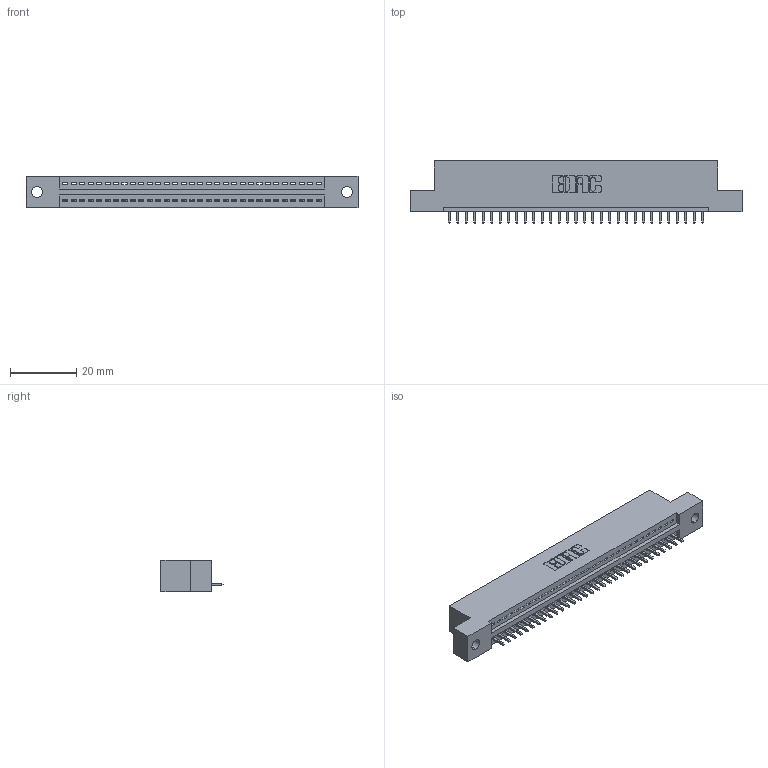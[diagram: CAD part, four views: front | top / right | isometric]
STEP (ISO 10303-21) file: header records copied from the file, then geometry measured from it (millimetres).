
FILE_DESCRIPTION (( 'STEP AP203' ), '1' );
FILE_NAME ('345-031-521-102.STEP', '2018-08-23T09:22:24', ( '' ), ( '' ), 'SwSTEP 2.0', 'SolidWorks 2016', '' );
FILE_SCHEMA (( 'CONFIG_CONTROL_DESIGN' ));
Length unit declared in the file: inch
Products named in the file (3): 345 Part_Flush Mounting Lugs - 0.128 Dia; 345-292-001_345-293-121; 345-031-521-102
Assembly tree (32 placements, depth 2):
  345-031-521-102
    345 Part_Flush Mounting Lugs - 0.128 Dia
    345-292-001_345-293-121  x31
Bounding box: 99.95 x 18.72 x 9.4 mm (x, y, z)
Volume: 9278.3 mm3; surface area: 11564 mm2
Topology: 32 solids, 32 shells, 1924 faces, 5797 edges, 3822 vertices
Faces by surface type: plane 1320, cylinder 604
Entity records: 24833 total; most frequent: CARTESIAN_POINT 4309, ORIENTED_EDGE 4274, DIRECTION 3779, EDGE_CURVE 2137, LINE 1881, VECTOR 1881, VERTEX_POINT 1422, AXIS2_PLACEMENT_3D 949
